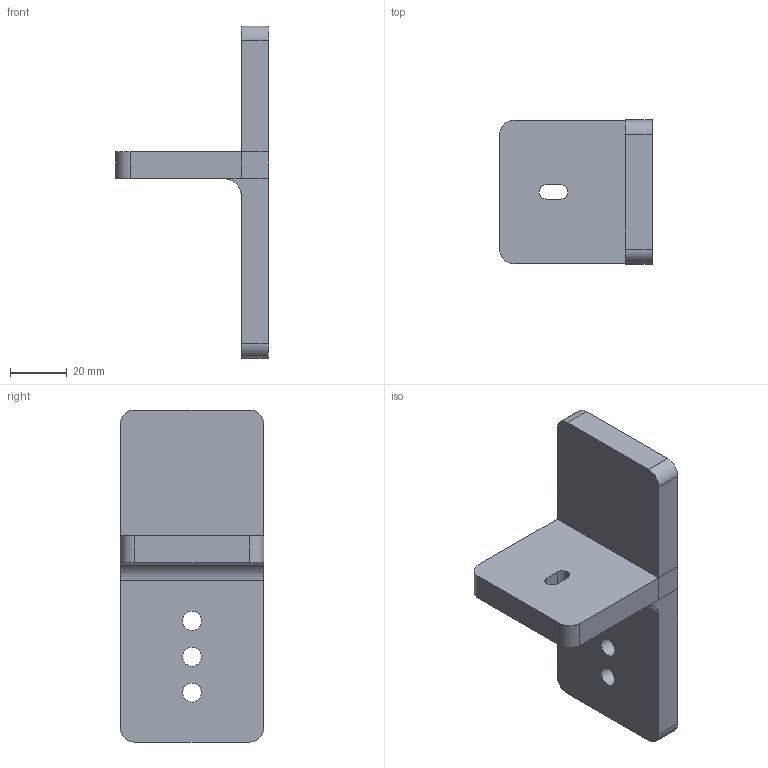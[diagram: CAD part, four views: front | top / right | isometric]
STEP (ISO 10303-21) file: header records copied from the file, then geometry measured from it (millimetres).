
FILE_DESCRIPTION(('FreeCAD Model'),'2;1');
FILE_NAME('Open CASCADE Shape Model','2023-11-29T14:31:35',('Author'),( ''),'Open CASCADE STEP processor 7.6','FreeCAD','Unknown');
FILE_SCHEMA(('AUTOMOTIVE_DESIGN { 1 0 10303 214 1 1 1 1 }'));
Length unit declared in the file: millimetre
Products named in the file (1): ArmToArmFillet
Bounding box: 53.98 x 50.8 x 117.47 mm (x, y, z)
Volume: 76923.4 mm3; surface area: 20708.8 mm2
Topology: 1 solids, 1 shells, 36 faces, 88 edges, 54 vertices
Faces by surface type: plane 22, cylinder 12, cone 2
Full cylindrical faces by diameter (mm): 6.706 x3
Entity records: 1084 total; most frequent: DIRECTION 188, CARTESIAN_POINT 179, ORIENTED_EDGE 176, EDGE_CURVE 88, AXIS2_PLACEMENT_3D 63, LINE 62, VECTOR 62, VERTEX_POINT 54
